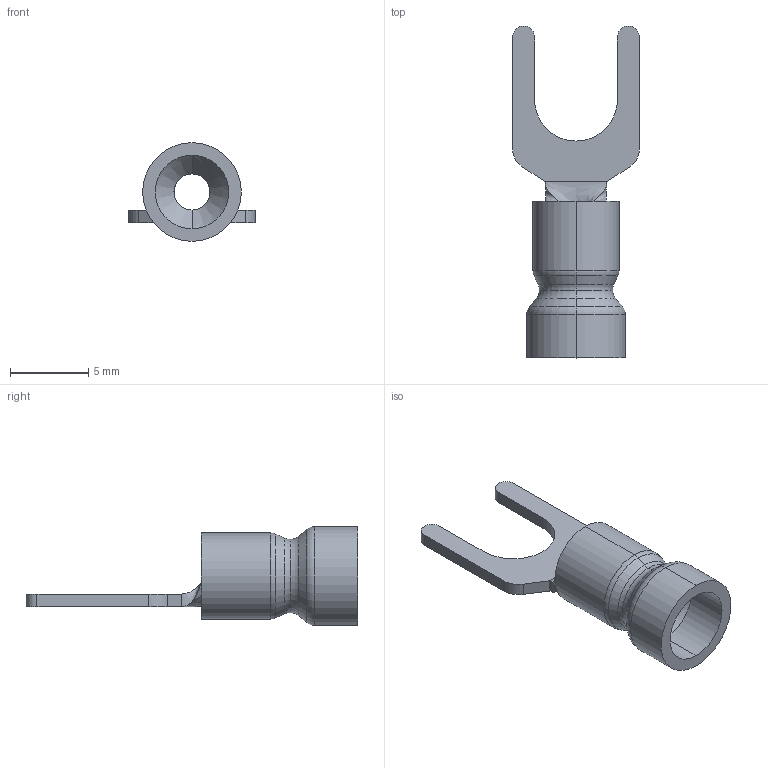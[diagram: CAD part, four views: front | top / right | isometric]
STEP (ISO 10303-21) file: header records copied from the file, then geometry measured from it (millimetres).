
FILE_DESCRIPTION (( 'STEP AP214' ), '1' );
FILE_NAME ('SVE2-5S.step', '2025-06-04T08:15:13', ( '' ), ( '' ), 'SwSTEP 2.0', 'SolidWorks 2021', '' );
FILE_SCHEMA (( 'AUTOMOTIVE_DESIGN' ));
Length unit declared in the file: millimetre
Products named in the file (1): SVE2-5S
Bounding box: 8.1 x 21.2 x 6.3 mm (x, y, z)
Volume: 204 mm3; surface area: 584.2 mm2
Topology: 2 solids, 2 shells, 56 faces, 125 edges, 74 vertices
Faces by surface type: cylinder 19, plane 16, cone 9, torus 8, bspline 4
Entity records: 1695 total; most frequent: CARTESIAN_POINT 376, DIRECTION 290, ORIENTED_EDGE 250, EDGE_CURVE 125, AXIS2_PLACEMENT_3D 116, VERTEX_POINT 74, CIRCLE 63, EDGE_LOOP 59
